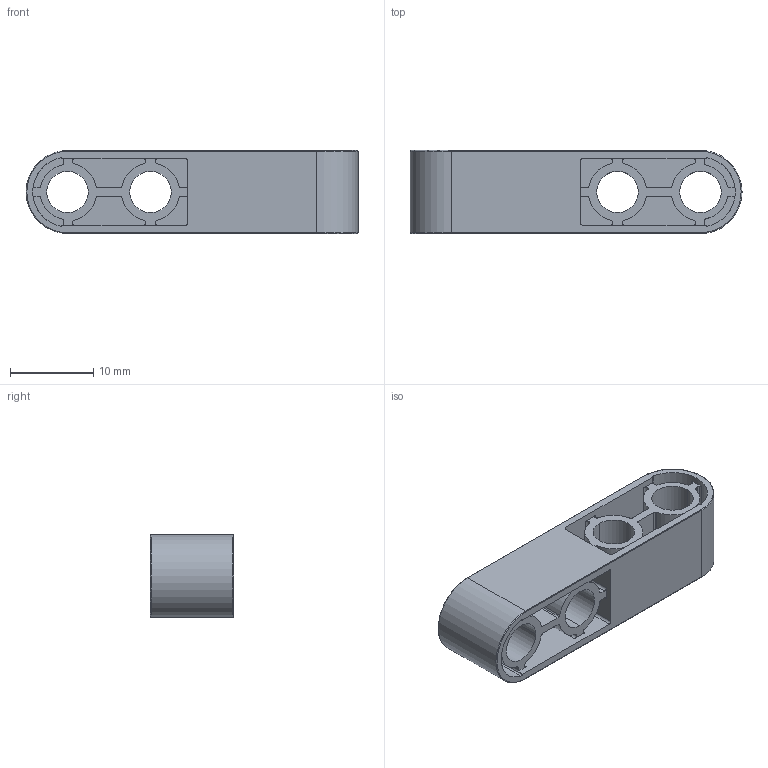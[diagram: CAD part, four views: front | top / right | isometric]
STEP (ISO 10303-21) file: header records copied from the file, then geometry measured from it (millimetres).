
FILE_DESCRIPTION (( 'STEP AP214' ), '1' );
FILE_NAME ('TB4x1.STEP', '2023-11-29T20:13:09', ( '' ), ( '' ), 'SwSTEP 2.0', 'SolidWorks 2021', '' );
FILE_SCHEMA (( 'AUTOMOTIVE_DESIGN' ));
Length unit declared in the file: millimetre
Products named in the file (1): TB4x1
Bounding box: 40 x 10 x 10 mm (x, y, z)
Volume: 1766.7 mm3; surface area: 3533.5 mm2
Topology: 1 solids, 1 shells, 286 faces, 832 edges, 552 vertices
Faces by surface type: cylinder 206, plane 76, torus 4
Entity records: 9714 total; most frequent: DIRECTION 1838, CARTESIAN_POINT 1671, ORIENTED_EDGE 1664, EDGE_CURVE 832, AXIS2_PLACEMENT_3D 719, VERTEX_POINT 552, CIRCLE 432, LINE 400
